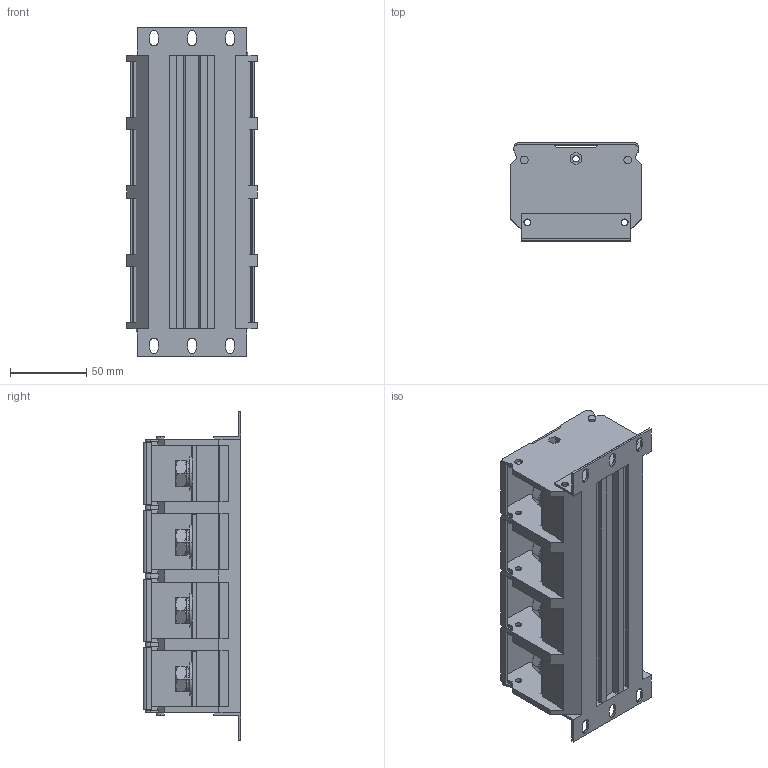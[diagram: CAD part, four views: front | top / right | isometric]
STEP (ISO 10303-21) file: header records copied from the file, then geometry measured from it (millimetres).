
FILE_DESCRIPTION((''),'2;1');
FILE_NAME('UTD300I49_ASM_1_ASM','2024-07-03T',('dell'),(''),'PRO/ENGINEER BY PARAMETRIC TECHNOLOGY CORPORATION, 2013230','PRO/ENGINEER BY PARAMETRIC TECHNOLOGY CORPORATION, 2013230','');
FILE_SCHEMA(('AUTOMOTIVE_DESIGN { 1 0 10303 214 1 1 1 1 }'));
Products named in the file (1): UTD300I49_ASM_1_ASM
Bounding box: 86 x 64.3 x 216 mm (x, y, z)
Volume: 430260.1 mm3; surface area: 197861.5 mm2
Topology: 5 solids, 21 shells, 1867 faces, 5149 edges, 3335 vertices
Faces by surface type: plane 1022, cylinder 504, cone 154, bspline 144, sphere 27, torus 16
Entity records: 72628 total; most frequent: CARTESIAN_POINT 25404, ORIENTED_EDGE 10210, DIRECTION 9266, EDGE_CURVE 5105, VERTEX_POINT 3335, VECTOR 3192, LINE 3192, AXIS2_PLACEMENT_3D 3037
